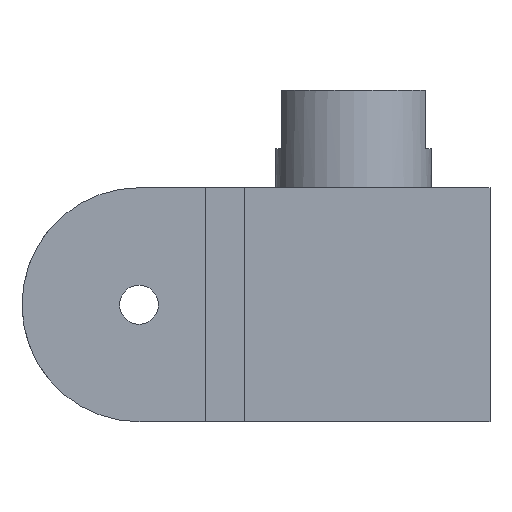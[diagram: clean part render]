
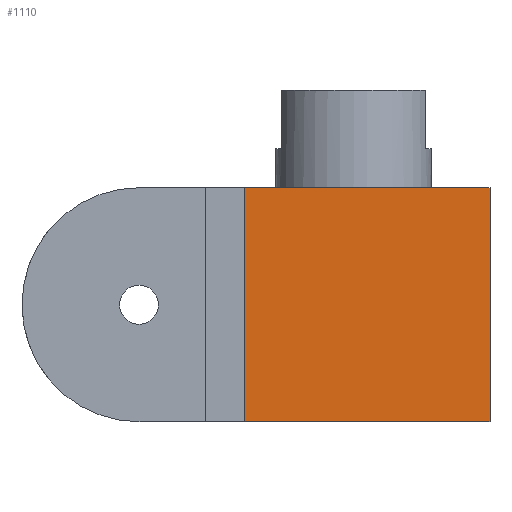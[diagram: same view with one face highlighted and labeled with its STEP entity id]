
A CAD part, front view. The second image highlights one B-rep face of the part: STEP entity #1110.
In plain terms, the highlighted planar face has unit normal (0, -1, 0).
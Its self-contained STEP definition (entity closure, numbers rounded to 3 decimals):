
#2 = ORIENTED_EDGE ( 'NONE', *, *, #1430, .F. ) ;
#8 = LINE ( 'NONE', #595, #1792 ) ;
#31 = VERTEX_POINT ( 'NONE', #448 ) ;
#52 = CARTESIAN_POINT ( 'NONE',  ( 90., 0., -30. ) ) ;
#109 = DIRECTION ( 'NONE',  ( 0., 0., -1. ) ) ;
#112 = VERTEX_POINT ( 'NONE', #634 ) ;
#130 = CARTESIAN_POINT ( 'NONE',  ( 0., 0., -30. ) ) ;
#137 = VECTOR ( 'NONE', #370, 1000. ) ;
#160 = ORIENTED_EDGE ( 'NONE', *, *, #1628, .F. ) ;
#252 = VERTEX_POINT ( 'NONE', #2067 ) ;
#370 = DIRECTION ( 'NONE',  ( -1., 0., 0. ) ) ;
#438 = VERTEX_POINT ( 'NONE', #52 ) ;
#448 = CARTESIAN_POINT ( 'NONE',  ( 27., 0., -30. ) ) ;
#542 = LINE ( 'NONE', #130, #137 ) ;
#595 = CARTESIAN_POINT ( 'NONE',  ( 0., 0., 30. ) ) ;
#634 = CARTESIAN_POINT ( 'NONE',  ( 90., 0., 30. ) ) ;
#699 = VECTOR ( 'NONE', #1162, 1000. ) ;
#760 = LINE ( 'NONE', #2445, #699 ) ;
#763 = DIRECTION ( 'NONE',  ( 0., 0., 1. ) ) ;
#940 = CARTESIAN_POINT ( 'NONE',  ( 0., 0., 0. ) ) ;
#1091 = ORIENTED_EDGE ( 'NONE', *, *, #1229, .F. ) ;
#1110 = ADVANCED_FACE ( 'NONE', ( #2319 ), #1728, .F. ) ;
#1162 = DIRECTION ( 'NONE',  ( 0., 0., 1. ) ) ;
#1229 = EDGE_CURVE ( 'NONE', #31, #252, #760, .T. ) ;
#1271 = AXIS2_PLACEMENT_3D ( 'NONE', #940, #2477, #763 ) ;
#1346 = VECTOR ( 'NONE', #109, 1000. ) ;
#1392 = DIRECTION ( 'NONE',  ( 1., 0., 0. ) ) ;
#1430 = EDGE_CURVE ( 'NONE', #112, #438, #1452, .T. ) ;
#1431 = CARTESIAN_POINT ( 'NONE',  ( 90., 0., -30. ) ) ;
#1452 = LINE ( 'NONE', #1431, #1346 ) ;
#1628 = EDGE_CURVE ( 'NONE', #438, #31, #542, .T. ) ;
#1654 = EDGE_CURVE ( 'NONE', #252, #112, #8, .T. ) ;
#1728 = PLANE ( 'NONE',  #1271 ) ;
#1792 = VECTOR ( 'NONE', #1392, 1000. ) ;
#2067 = CARTESIAN_POINT ( 'NONE',  ( 27., 0., 30. ) ) ;
#2213 = ORIENTED_EDGE ( 'NONE', *, *, #1654, .F. ) ;
#2319 = FACE_OUTER_BOUND ( 'NONE', #2413, .T. ) ;
#2413 = EDGE_LOOP ( 'NONE', ( #2213, #1091, #160, #2 ) ) ;
#2445 = CARTESIAN_POINT ( 'NONE',  ( 27., 0., -30. ) ) ;
#2477 = DIRECTION ( 'NONE',  ( 0., 1., 0. ) ) ;
